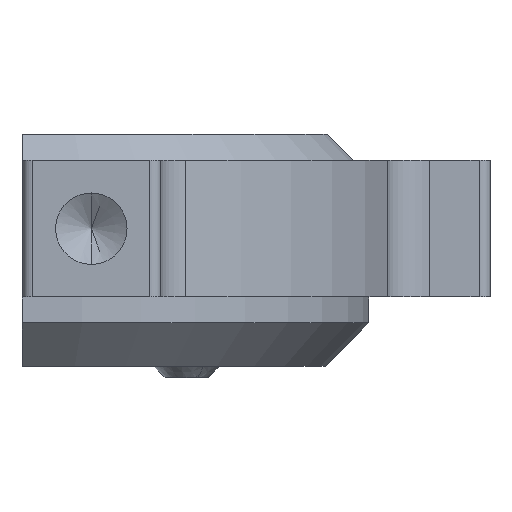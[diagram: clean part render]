
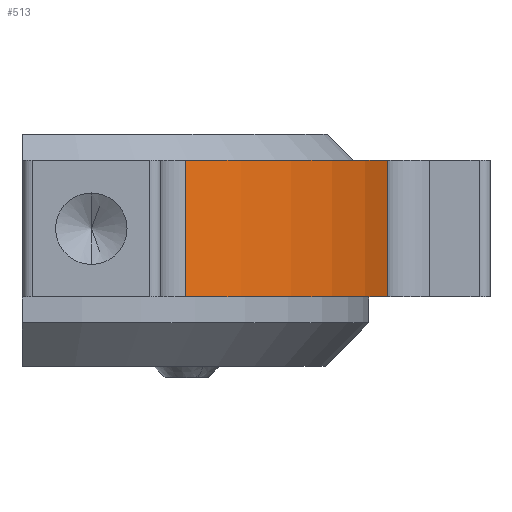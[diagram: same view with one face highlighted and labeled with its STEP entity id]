
A CAD part, left-side view. The second image highlights one B-rep face of the part: STEP entity #513.
In plain terms, the highlighted cylindrical face has radius 17.5 mm (diameter 35 mm), a partial arc.
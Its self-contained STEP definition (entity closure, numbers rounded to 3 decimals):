
#3 = VERTEX_POINT ( 'NONE', #410 ) ;
#60 = ORIENTED_EDGE ( 'NONE', *, *, #2861, .T. ) ;
#201 = DIRECTION ( 'NONE',  ( 0., 0., -1. ) ) ;
#253 = CARTESIAN_POINT ( 'NONE',  ( -1.916, 8.989, 27.05 ) ) ;
#281 = EDGE_LOOP ( 'NONE', ( #871, #60, #3018, #1897 ) ) ;
#410 = CARTESIAN_POINT ( 'NONE',  ( -6.583, -7.877, 33.35 ) ) ;
#430 = VERTEX_POINT ( 'NONE', #2080 ) ;
#513 = ADVANCED_FACE ( 'NONE', ( #2433 ), #2264, .T. ) ;
#518 = DIRECTION ( 'NONE',  ( 0., 0., 1. ) ) ;
#533 = CARTESIAN_POINT ( 'NONE',  ( -1.916, 8.989, 23.849 ) ) ;
#701 = DIRECTION ( 'NONE',  ( 0., 0., -1. ) ) ;
#871 = ORIENTED_EDGE ( 'NONE', *, *, #3098, .F. ) ;
#950 = VERTEX_POINT ( 'NONE', #2973 ) ;
#1008 = DIRECTION ( 'NONE',  ( 0., 0., 1. ) ) ;
#1060 = EDGE_CURVE ( 'NONE', #1424, #430, #2340, .T. ) ;
#1223 = EDGE_CURVE ( 'NONE', #3, #1424, #3064, .T. ) ;
#1424 = VERTEX_POINT ( 'NONE', #1919 ) ;
#1514 = AXIS2_PLACEMENT_3D ( 'NONE', #253, #1720, #2395 ) ;
#1572 = CARTESIAN_POINT ( 'NONE',  ( -17.71, 1.45, 23.849 ) ) ;
#1720 = DIRECTION ( 'NONE',  ( 0., 0., -1. ) ) ;
#1836 = VECTOR ( 'NONE', #201, 1000. ) ;
#1897 = ORIENTED_EDGE ( 'NONE', *, *, #1060, .T. ) ;
#1919 = CARTESIAN_POINT ( 'NONE',  ( -17.71, 1.45, 33.35 ) ) ;
#1923 = CARTESIAN_POINT ( 'NONE',  ( -6.583, -7.877, 23.849 ) ) ;
#2080 = CARTESIAN_POINT ( 'NONE',  ( -17.71, 1.45, 27.05 ) ) ;
#2264 = CYLINDRICAL_SURFACE ( 'NONE', #2542, 17.5 ) ;
#2340 = LINE ( 'NONE', #1572, #1836 ) ;
#2349 = AXIS2_PLACEMENT_3D ( 'NONE', #2422, #701, #2484 ) ;
#2395 = DIRECTION ( 'NONE',  ( -1., 0., 0. ) ) ;
#2404 = LINE ( 'NONE', #1923, #3029 ) ;
#2422 = CARTESIAN_POINT ( 'NONE',  ( -1.916, 8.989, 33.35 ) ) ;
#2433 = FACE_OUTER_BOUND ( 'NONE', #281, .T. ) ;
#2484 = DIRECTION ( 'NONE',  ( 1., 0., 0. ) ) ;
#2542 = AXIS2_PLACEMENT_3D ( 'NONE', #533, #1008, #2734 ) ;
#2734 = DIRECTION ( 'NONE',  ( 1., 0., 0. ) ) ;
#2861 = EDGE_CURVE ( 'NONE', #950, #3, #2404, .T. ) ;
#2874 = CIRCLE ( 'NONE', #1514, 17.5 ) ;
#2973 = CARTESIAN_POINT ( 'NONE',  ( -6.583, -7.877, 27.05 ) ) ;
#3018 = ORIENTED_EDGE ( 'NONE', *, *, #1223, .T. ) ;
#3029 = VECTOR ( 'NONE', #518, 1000. ) ;
#3064 = CIRCLE ( 'NONE', #2349, 17.5 ) ;
#3098 = EDGE_CURVE ( 'NONE', #950, #430, #2874, .T. ) ;
